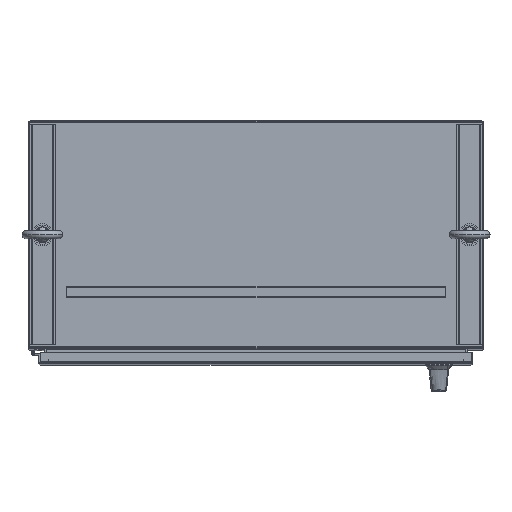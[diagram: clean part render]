
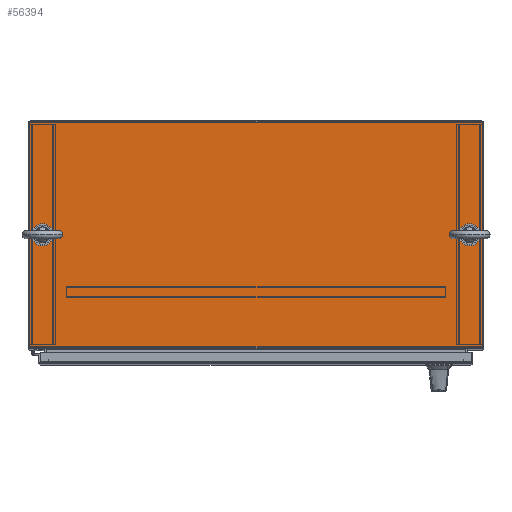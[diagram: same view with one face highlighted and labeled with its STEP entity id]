
A CAD part, top view. The second image highlights one B-rep face of the part: STEP entity #56394.
In plain terms, the highlighted planar face has unit normal (0, 0, 1).
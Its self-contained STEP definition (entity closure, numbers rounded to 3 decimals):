
#322 = CARTESIAN_POINT ( 'NONE',  ( -0.935, -17.857, 72.06 ) ) ;
#810 = CARTESIAN_POINT ( 'NONE',  ( -35.805, -8.968, 72.06 ) ) ;
#2390 = DIRECTION ( 'NONE',  ( 0., 0., -1. ) ) ;
#3934 = ORIENTED_EDGE ( 'NONE', *, *, #46180, .T. ) ;
#5532 = CARTESIAN_POINT ( 'NONE',  ( -36.805, 0., 72.06 ) ) ;
#6910 = DIRECTION ( 'NONE',  ( 1., 0., 0. ) ) ;
#8499 = LINE ( 'NONE', #28867, #29802 ) ;
#8957 = VERTEX_POINT ( 'NONE', #322 ) ;
#10319 = AXIS2_PLACEMENT_3D ( 'NONE', #16848, #11518, #17495 ) ;
#10825 = AXIS2_PLACEMENT_3D ( 'NONE', #810, #16122, #26844 ) ;
#11518 = DIRECTION ( 'NONE',  ( 0., 0., -1. ) ) ;
#11882 = CIRCLE ( 'NONE', #10825, 0.375 ) ;
#15252 = DIRECTION ( 'NONE',  ( -1., 0., 0. ) ) ;
#15317 = AXIS2_PLACEMENT_3D ( 'NONE', #33718, #2390, #54357 ) ;
#15433 = VERTEX_POINT ( 'NONE', #5532 ) ;
#16122 = DIRECTION ( 'NONE',  ( 0., 0., -1. ) ) ;
#16848 = CARTESIAN_POINT ( 'NONE',  ( -1.935, -8.968, 72.06 ) ) ;
#17440 = EDGE_LOOP ( 'NONE', ( #21536, #53504 ) ) ;
#17495 = DIRECTION ( 'NONE',  ( 1., 0., 0. ) ) ;
#17809 = EDGE_CURVE ( 'NONE', #57094, #59320, #44103, .T. ) ;
#18484 = LINE ( 'NONE', #28190, #59303 ) ;
#19597 = LINE ( 'NONE', #35914, #47816 ) ;
#20287 = EDGE_CURVE ( 'NONE', #25957, #15433, #35274, .T. ) ;
#20536 = ORIENTED_EDGE ( 'NONE', *, *, #46041, .T. ) ;
#21014 = EDGE_CURVE ( 'NONE', #59320, #57094, #35896, .T. ) ;
#21196 = EDGE_CURVE ( 'NONE', #8957, #25957, #18484, .T. ) ;
#21268 = PLANE ( 'NONE',  #58281 ) ;
#21536 = ORIENTED_EDGE ( 'NONE', *, *, #21014, .T. ) ;
#22263 = FACE_BOUND ( 'NONE', #17440, .T. ) ;
#24659 = CARTESIAN_POINT ( 'NONE',  ( -1.56, -8.968, 72.06 ) ) ;
#25957 = VERTEX_POINT ( 'NONE', #61548 ) ;
#26383 = CARTESIAN_POINT ( 'NONE',  ( -2.31, -8.968, 72.06 ) ) ;
#26844 = DIRECTION ( 'NONE',  ( 1., 0., 0. ) ) ;
#27466 = VERTEX_POINT ( 'NONE', #42502 ) ;
#27995 = ORIENTED_EDGE ( 'NONE', *, *, #20287, .T. ) ;
#28190 = CARTESIAN_POINT ( 'NONE',  ( -0.935, -18., 72.06 ) ) ;
#28867 = CARTESIAN_POINT ( 'NONE',  ( -36.805, -17.857, 72.06 ) ) ;
#29802 = VECTOR ( 'NONE', #43518, 39.37 ) ;
#30290 = CARTESIAN_POINT ( 'NONE',  ( -36.805, 0., 72.06 ) ) ;
#31603 = DIRECTION ( 'NONE',  ( 0., 0., 1. ) ) ;
#32264 = FACE_BOUND ( 'NONE', #43163, .T. ) ;
#32935 = CARTESIAN_POINT ( 'NONE',  ( -36.805, -17.857, 72.06 ) ) ;
#33027 = AXIS2_PLACEMENT_3D ( 'NONE', #43382, #34030, #33377 ) ;
#33377 = DIRECTION ( 'NONE',  ( 1., 0., 0. ) ) ;
#33718 = CARTESIAN_POINT ( 'NONE',  ( -1.935, -8.968, 72.06 ) ) ;
#34030 = DIRECTION ( 'NONE',  ( 0., 0., -1. ) ) ;
#35274 = LINE ( 'NONE', #30290, #46468 ) ;
#35896 = CIRCLE ( 'NONE', #10319, 0.375 ) ;
#35914 = CARTESIAN_POINT ( 'NONE',  ( -36.805, -18., 72.06 ) ) ;
#41031 = EDGE_LOOP ( 'NONE', ( #63235, #27995, #20536, #3934 ) ) ;
#41406 = CIRCLE ( 'NONE', #33027, 0.375 ) ;
#42502 = CARTESIAN_POINT ( 'NONE',  ( -35.43, -8.968, 72.06 ) ) ;
#43163 = EDGE_LOOP ( 'NONE', ( #50069, #64404 ) ) ;
#43382 = CARTESIAN_POINT ( 'NONE',  ( -35.805, -8.968, 72.06 ) ) ;
#43518 = DIRECTION ( 'NONE',  ( 1., 0., 0. ) ) ;
#44103 = CIRCLE ( 'NONE', #15317, 0.375 ) ;
#45262 = DIRECTION ( 'NONE',  ( 0., -1., 0. ) ) ;
#45463 = EDGE_CURVE ( 'NONE', #27466, #56723, #41406, .T. ) ;
#46041 = EDGE_CURVE ( 'NONE', #15433, #46915, #19597, .T. ) ;
#46180 = EDGE_CURVE ( 'NONE', #46915, #8957, #8499, .T. ) ;
#46468 = VECTOR ( 'NONE', #15252, 39.37 ) ;
#46915 = VERTEX_POINT ( 'NONE', #32935 ) ;
#47816 = VECTOR ( 'NONE', #45262, 39.37 ) ;
#48912 = EDGE_CURVE ( 'NONE', #56723, #27466, #11882, .T. ) ;
#50069 = ORIENTED_EDGE ( 'NONE', *, *, #45463, .T. ) ;
#52583 = CARTESIAN_POINT ( 'NONE',  ( -36.805, -18., 72.06 ) ) ;
#53496 = DIRECTION ( 'NONE',  ( 0., 1., 0. ) ) ;
#53504 = ORIENTED_EDGE ( 'NONE', *, *, #17809, .T. ) ;
#54357 = DIRECTION ( 'NONE',  ( 1., 0., 0. ) ) ;
#56394 = ADVANCED_FACE ( 'NONE', ( #57583, #22263, #32264 ), #21268, .T. ) ;
#56723 = VERTEX_POINT ( 'NONE', #61509 ) ;
#57094 = VERTEX_POINT ( 'NONE', #26383 ) ;
#57583 = FACE_OUTER_BOUND ( 'NONE', #41031, .T. ) ;
#58281 = AXIS2_PLACEMENT_3D ( 'NONE', #52583, #31603, #6910 ) ;
#59303 = VECTOR ( 'NONE', #53496, 39.37 ) ;
#59320 = VERTEX_POINT ( 'NONE', #24659 ) ;
#61509 = CARTESIAN_POINT ( 'NONE',  ( -36.18, -8.968, 72.06 ) ) ;
#61548 = CARTESIAN_POINT ( 'NONE',  ( -0.935, 0., 72.06 ) ) ;
#63235 = ORIENTED_EDGE ( 'NONE', *, *, #21196, .T. ) ;
#64404 = ORIENTED_EDGE ( 'NONE', *, *, #48912, .T. ) ;
